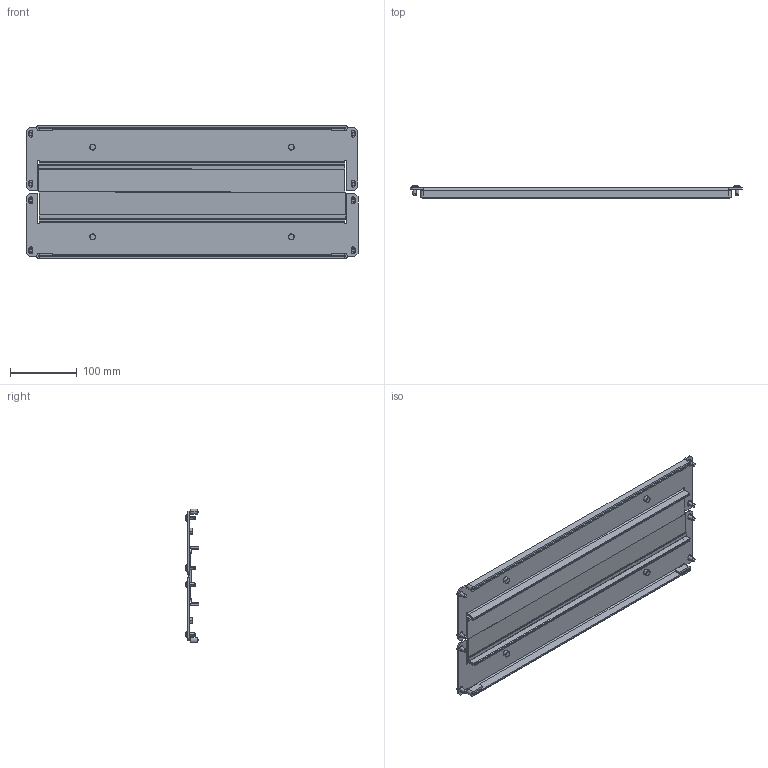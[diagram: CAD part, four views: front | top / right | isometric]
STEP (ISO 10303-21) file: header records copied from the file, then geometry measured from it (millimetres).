
FILE_DESCRIPTION (( 'STEP AP203' ), '1' );
FILE_NAME ('UR55402200060 Ïàíåëü ñ ùåòî÷íûì ââîäîì ñðåäíÿÿ 200 ìì RS52 00.60 (000.801.582).STEP', '2022-04-14T07:21:30', ( '' ), ( '' ), 'SwSTEP 2.0', 'SolidWorks 2017', '' );
FILE_SCHEMA (( 'CONFIG_CONTROL_DESIGN' ));
Length unit declared in the file: millimetre
Products named in the file (8): 044-99 椓襚趌00 (460 洵) 00.60; 003-512 Ïàíåëü îñíîâàíèÿ ñðåäíÿÿ ñ ùåòî÷íûì ââîäîì_04 (00.60); Âèíò DIN 7500 C TORX_Œ5å12; 000.130.489 Ïàíåëü îñíîâàíèÿ ñðåäíÿÿ ñ ùåòî÷íûì ââîäîì_00 (00.60); UR55402200060 Ïàíåëü ñ ùåòî÷íûì ââîäîì ñðåäíÿÿ 200 ìì RS52 00.60 (000.801.582); Ñêîò÷ äâóõñòîðîííèé äëÿ ù¸òî÷íîãî ââîäà_450; ч蜱齁罻 ST-9; Óïëîòíèòåëü 3õ10 ïàíåëåé îñíîâàíèÿ Ó_02 (00.60)
Assembly tree (16 placements, depth 3):
  UR55402200060 Ïàíåëü ñ ùåòî÷íûì ââîäîì ñðåäíÿÿ 200 ìì RS52 00.60 (000.801.582)
    000.130.489 Ïàíåëü îñíîâàíèÿ ñðåäíÿÿ ñ ùåòî÷íûì ââîäîì_00 (00.60)  x2
      003-512 Ïàíåëü îñíîâàíèÿ ñðåäíÿÿ ñ ùåòî÷íûì ââîäîì_04 (00.60)
      Óïëîòíèòåëü 3õ10 ïàíåëåé îñíîâàíèÿ Ó_02 (00.60)
      ч蜱齁罻 ST-9
      044-99 椓襚趌00 (460 洵) 00.60
      Ñêîò÷ äâóõñòîðîííèé äëÿ ù¸òî÷íîãî ââîäà_450
    Âèíò DIN 7500 C TORX_Œ5å12  x8
Bounding box: 498 x 19.69 x 200.8 mm (x, y, z)
Volume: 342594.3 mm3; surface area: 365650.1 mm2
Topology: 22 solids, 22 shells, 670 faces, 1710 edges, 1100 vertices
Faces by surface type: plane 340, cylinder 242, cone 40, torus 32, sphere 16
Entity records: 6935 total; most frequent: CARTESIAN_POINT 1121, DIRECTION 1030, ORIENTED_EDGE 962, EDGE_CURVE 481, AXIS2_PLACEMENT_3D 361, VECTOR 308, LINE 308, VERTEX_POINT 306
